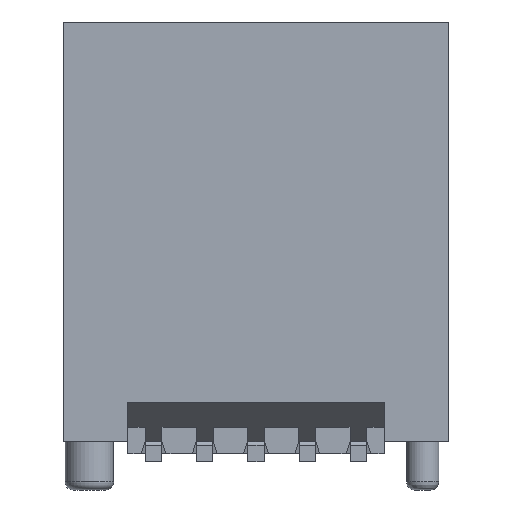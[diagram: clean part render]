
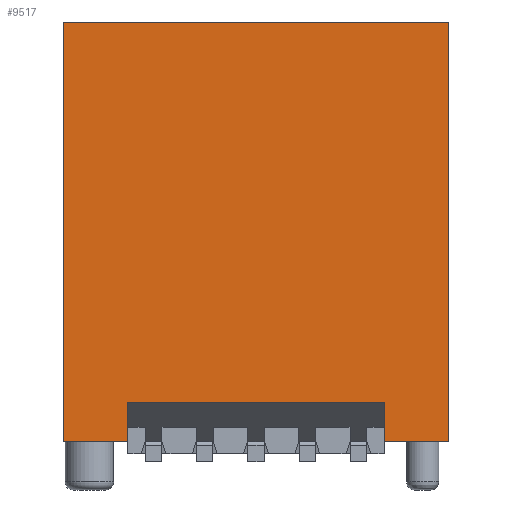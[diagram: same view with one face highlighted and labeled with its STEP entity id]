
A CAD part, front view. The second image highlights one B-rep face of the part: STEP entity #9517.
In plain terms, the highlighted planar face has unit normal (0, -1, 0).
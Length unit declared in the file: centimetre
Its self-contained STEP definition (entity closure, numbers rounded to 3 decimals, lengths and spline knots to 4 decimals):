
#283=FACE_OUTER_BOUND('',#807,.T.);
#807=EDGE_LOOP('',(#6572,#6573,#6574,#6575,#6576,#6577,#6578,#6579));
#1391=LINE('',#13247,#2637);
#1583=LINE('',#13695,#2829);
#1591=LINE('',#13712,#2837);
#1618=LINE('',#13766,#2864);
#1648=LINE('',#13825,#2894);
#1653=LINE('',#13833,#2899);
#1655=LINE('',#13836,#2901);
#1656=LINE('',#13837,#2902);
#2637=VECTOR('',#10817,0.955);
#2829=VECTOR('',#11181,0.16);
#2837=VECTOR('',#11191,0.16);
#2864=VECTOR('',#11222,0.0971);
#2894=VECTOR('',#11258,0.0971);
#2899=VECTOR('',#11267,1.04);
#2901=VECTOR('',#11271,0.635);
#2902=VECTOR('',#11272,1.04);
#3828=VERTEX_POINT('',#13244);
#3829=VERTEX_POINT('',#13246);
#3968=VERTEX_POINT('',#13692);
#3969=VERTEX_POINT('',#13694);
#3976=VERTEX_POINT('',#13709);
#3977=VERTEX_POINT('',#13711);
#4002=VERTEX_POINT('',#13764);
#4028=VERTEX_POINT('',#13824);
#4702=EDGE_CURVE('',#3829,#3828,#1391,.T.);
#4907=EDGE_CURVE('',#3969,#3968,#1583,.T.);
#4915=EDGE_CURVE('',#3977,#3976,#1591,.T.);
#4942=EDGE_CURVE('',#4002,#3968,#1618,.T.);
#4972=EDGE_CURVE('',#4028,#3977,#1648,.T.);
#4977=EDGE_CURVE('',#3969,#3828,#1653,.T.);
#4979=EDGE_CURVE('',#4028,#4002,#1655,.T.);
#4980=EDGE_CURVE('',#3976,#3829,#1656,.T.);
#6572=ORIENTED_EDGE('',*,*,#4979,.F.);
#6573=ORIENTED_EDGE('',*,*,#4972,.T.);
#6574=ORIENTED_EDGE('',*,*,#4915,.T.);
#6575=ORIENTED_EDGE('',*,*,#4980,.T.);
#6576=ORIENTED_EDGE('',*,*,#4702,.T.);
#6577=ORIENTED_EDGE('',*,*,#4977,.F.);
#6578=ORIENTED_EDGE('',*,*,#4907,.T.);
#6579=ORIENTED_EDGE('',*,*,#4942,.F.);
#8510=PLANE('',#10053);
#9517=ADVANCED_FACE('',(#283),#8510,.F.);
#10053=AXIS2_PLACEMENT_3D('',#13835,#11269,#11270);
#10817=DIRECTION('',(-1.,0.,0.));
#11181=DIRECTION('',(1.,0.,0.));
#11191=DIRECTION('',(1.,0.,0.));
#11222=DIRECTION('',(0.,0.,-1.));
#11258=DIRECTION('',(0.,0.,-1.));
#11267=DIRECTION('',(0.,0.,1.));
#11269=DIRECTION('center_axis',(0.,1.,0.));
#11270=DIRECTION('ref_axis',(-1.,0.,0.));
#11271=DIRECTION('',(-1.,0.,0.));
#11272=DIRECTION('',(0.,0.,1.));
#13244=CARTESIAN_POINT('',(-0.3676,-0.3371,1.04));
#13246=CARTESIAN_POINT('',(0.5874,-0.3371,1.04));
#13247=CARTESIAN_POINT('',(0.5874,-0.3371,1.04));
#13692=CARTESIAN_POINT('',(-0.2076,-0.3371,0.));
#13694=CARTESIAN_POINT('',(-0.3676,-0.3371,0.));
#13695=CARTESIAN_POINT('',(-0.3676,-0.3371,0.));
#13709=CARTESIAN_POINT('',(0.5874,-0.3371,0.));
#13711=CARTESIAN_POINT('',(0.4274,-0.3371,0.));
#13712=CARTESIAN_POINT('',(-0.3676,-0.3371,0.));
#13764=CARTESIAN_POINT('',(-0.2076,-0.3371,0.0971));
#13766=CARTESIAN_POINT('',(-0.2076,-0.3371,0.0971));
#13824=CARTESIAN_POINT('',(0.4274,-0.3371,0.0971));
#13825=CARTESIAN_POINT('',(0.4274,-0.3371,0.0971));
#13833=CARTESIAN_POINT('',(-0.3676,-0.3371,0.49));
#13835=CARTESIAN_POINT('Origin',(-0.3676,-0.3371,
0.2));
#13836=CARTESIAN_POINT('',(0.4274,-0.3371,0.0971));
#13837=CARTESIAN_POINT('',(0.5874,-0.3371,0.49));
